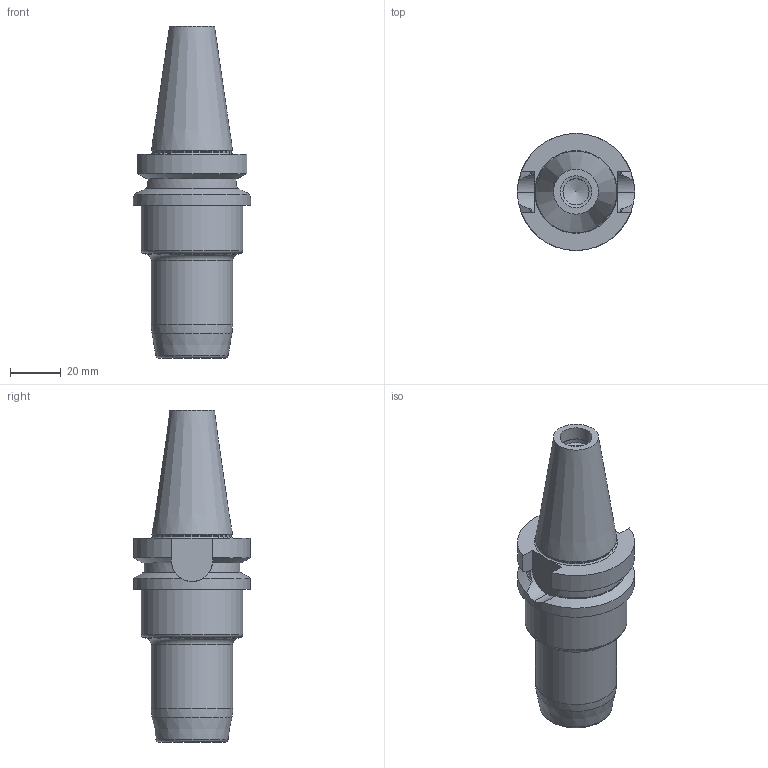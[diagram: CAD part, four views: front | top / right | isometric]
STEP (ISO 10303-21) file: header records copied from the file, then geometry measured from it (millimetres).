
FILE_DESCRIPTION(/* description */ (''),/* implementation_level */ '2;1');
FILE_NAME(/* name */ '8479_1_3d.stp',/* time_stamp */ '2020-01-07T16:38:26+01:00',/* author */ (''),/* organization */ ('SMS'),/* preprocessor_version */ 'ST-DEVELOPER v16.7',/* originating_system */ 'SIEMENS PLM Software NX 12.0',/* authorisation */ '');
FILE_SCHEMA (('AUTOMOTIVE_DESIGN { 1 0 10303 214 3 1 1 1 }'));
Length unit declared in the file: millimetre
Products named in the file (1): 8479_1_3D
Bounding box: 45.98 x 45.98 x 130.4 mm (x, y, z)
Volume: 105780.4 mm3; surface area: 17394.7 mm2
Topology: 1 solids, 1 shells, 48 faces, 127 edges, 82 vertices
Faces by surface type: plane 17, cylinder 15, cone 11, torus 4, bspline 1
Full cylindrical faces by diameter (mm): 10.25 x1, 12.514 x1, 12.914 x1, 31.3 x1, 32 x1, 40 x1, 45.98 x1
Entity records: 1408 total; most frequent: CARTESIAN_POINT 320, DIRECTION 220, ORIENTED_EDGE 196, EDGE_CURVE 98, AXIS2_PLACEMENT_3D 93, VERTEX_POINT 73, EDGE_LOOP 68, ADVANCED_FACE 48
